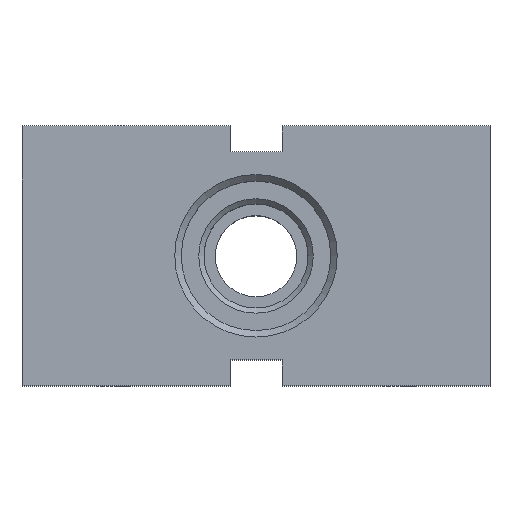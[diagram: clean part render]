
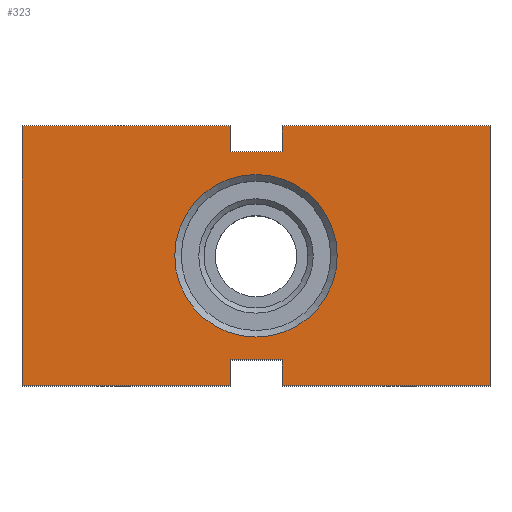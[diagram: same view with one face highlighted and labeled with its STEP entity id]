
A CAD part, top view. The second image highlights one B-rep face of the part: STEP entity #323.
In plain terms, the highlighted planar face has unit normal (0, 0, 1).
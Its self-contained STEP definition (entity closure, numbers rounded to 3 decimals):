
#323 = ADVANCED_FACE( '', ( #754, #755 ), #756, .T. );
#754 = FACE_BOUND( '', #1316, .T. );
#755 = FACE_OUTER_BOUND( '', #1317, .T. );
#756 = PLANE( '', #1318 );
#1316 = EDGE_LOOP( '', ( #2070 ) );
#1317 = EDGE_LOOP( '', ( #2071, #2072, #2073, #2074, #2075, #2076, #2077, #2078, #2079, #2080, #2081, #2082 ) );
#1318 = AXIS2_PLACEMENT_3D( '', #2083, #2084, #2085 );
#2070 = ORIENTED_EDGE( '', *, *, #3473, .T. );
#2071 = ORIENTED_EDGE( '', *, *, #3573, .F. );
#2072 = ORIENTED_EDGE( '', *, *, #3574, .F. );
#2073 = ORIENTED_EDGE( '', *, *, #3554, .F. );
#2074 = ORIENTED_EDGE( '', *, *, #3518, .T. );
#2075 = ORIENTED_EDGE( '', *, *, #3575, .T. );
#2076 = ORIENTED_EDGE( '', *, *, #3576, .T. );
#2077 = ORIENTED_EDGE( '', *, *, #3577, .F. );
#2078 = ORIENTED_EDGE( '', *, *, #3578, .F. );
#2079 = ORIENTED_EDGE( '', *, *, #3579, .F. );
#2080 = ORIENTED_EDGE( '', *, *, #3580, .T. );
#2081 = ORIENTED_EDGE( '', *, *, #3415, .T. );
#2082 = ORIENTED_EDGE( '', *, *, #3581, .T. );
#2083 = CARTESIAN_POINT( '', ( -36., -20., 40. ) );
#2084 = DIRECTION( '', ( 0., 0., 1. ) );
#2085 = DIRECTION( '', ( 1., 0., 0. ) );
#3415 = EDGE_CURVE( '', #4100, #4098, #4101, .T. );
#3473 = EDGE_CURVE( '', #4202, #4202, #4203, .F. );
#3518 = EDGE_CURVE( '', #4280, #4278, #4281, .T. );
#3554 = EDGE_CURVE( '', #4280, #4336, #4339, .T. );
#3573 = EDGE_CURVE( '', #4368, #4369, #4370, .T. );
#3574 = EDGE_CURVE( '', #4336, #4368, #4371, .T. );
#3575 = EDGE_CURVE( '', #4278, #4372, #4373, .T. );
#3576 = EDGE_CURVE( '', #4372, #4374, #4375, .T. );
#3577 = EDGE_CURVE( '', #4376, #4374, #4377, .T. );
#3578 = EDGE_CURVE( '', #4378, #4376, #4379, .T. );
#3579 = EDGE_CURVE( '', #4380, #4378, #4381, .T. );
#3580 = EDGE_CURVE( '', #4380, #4100, #4382, .T. );
#3581 = EDGE_CURVE( '', #4098, #4369, #4383, .T. );
#4098 = VERTEX_POINT( '', #5095 );
#4100 = VERTEX_POINT( '', #5098 );
#4101 = LINE( '', #5099, #5100 );
#4202 = VERTEX_POINT( '', #5242 );
#4203 = CIRCLE( '', #5243, 12.5 );
#4278 = VERTEX_POINT( '', #5348 );
#4280 = VERTEX_POINT( '', #5351 );
#4281 = LINE( '', #5352, #5353 );
#4336 = VERTEX_POINT( '', #5431 );
#4339 = LINE( '', #5436, #5437 );
#4368 = VERTEX_POINT( '', #5479 );
#4369 = VERTEX_POINT( '', #5480 );
#4370 = LINE( '', #5481, #5482 );
#4371 = LINE( '', #5483, #5484 );
#4372 = VERTEX_POINT( '', #5485 );
#4373 = LINE( '', #5486, #5487 );
#4374 = VERTEX_POINT( '', #5488 );
#4375 = LINE( '', #5489, #5490 );
#4376 = VERTEX_POINT( '', #5491 );
#4377 = LINE( '', #5492, #5493 );
#4378 = VERTEX_POINT( '', #5494 );
#4379 = LINE( '', #5495, #5496 );
#4380 = VERTEX_POINT( '', #5497 );
#4381 = LINE( '', #5498, #5499 );
#4382 = LINE( '', #5500, #5501 );
#4383 = LINE( '', #5502, #5503 );
#5095 = CARTESIAN_POINT( '', ( -36., -20., 40. ) );
#5098 = CARTESIAN_POINT( '', ( -36., 20., 40. ) );
#5099 = CARTESIAN_POINT( '', ( -36., 20., 40. ) );
#5100 = VECTOR( '', #6439, 1000. );
#5242 = CARTESIAN_POINT( '', ( 12.5, 0., 40. ) );
#5243 = AXIS2_PLACEMENT_3D( '', #6493, #6494, #6495 );
#5348 = CARTESIAN_POINT( '', ( 36., -20., 40. ) );
#5351 = CARTESIAN_POINT( '', ( 4., -20., 40. ) );
#5352 = CARTESIAN_POINT( '', ( -36., -20., 40. ) );
#5353 = VECTOR( '', #6536, 1000. );
#5431 = CARTESIAN_POINT( '', ( 4., -16., 40. ) );
#5436 = CARTESIAN_POINT( '', ( 4., -20., 40. ) );
#5437 = VECTOR( '', #6568, 1000. );
#5479 = CARTESIAN_POINT( '', ( -4., -16., 40. ) );
#5480 = CARTESIAN_POINT( '', ( -4., -20., 40. ) );
#5481 = CARTESIAN_POINT( '', ( -4., -16., 40. ) );
#5482 = VECTOR( '', #6582, 1000. );
#5483 = CARTESIAN_POINT( '', ( 4., -16., 40. ) );
#5484 = VECTOR( '', #6583, 1000. );
#5485 = CARTESIAN_POINT( '', ( 36., 20., 40. ) );
#5486 = CARTESIAN_POINT( '', ( 36., -20., 40. ) );
#5487 = VECTOR( '', #6584, 1000. );
#5488 = CARTESIAN_POINT( '', ( 4., 20., 40. ) );
#5489 = CARTESIAN_POINT( '', ( 36., 20., 40. ) );
#5490 = VECTOR( '', #6585, 1000. );
#5491 = CARTESIAN_POINT( '', ( 4., 16., 40. ) );
#5492 = CARTESIAN_POINT( '', ( 4., 16., 40. ) );
#5493 = VECTOR( '', #6586, 1000. );
#5494 = CARTESIAN_POINT( '', ( -4., 16., 40. ) );
#5495 = CARTESIAN_POINT( '', ( -4., 16., 40. ) );
#5496 = VECTOR( '', #6587, 1000. );
#5497 = CARTESIAN_POINT( '', ( -4., 20., 40. ) );
#5498 = CARTESIAN_POINT( '', ( -4., 20., 40. ) );
#5499 = VECTOR( '', #6588, 1000. );
#5500 = CARTESIAN_POINT( '', ( 36., 20., 40. ) );
#5501 = VECTOR( '', #6589, 1000. );
#5502 = CARTESIAN_POINT( '', ( -36., -20., 40. ) );
#5503 = VECTOR( '', #6590, 1000. );
#6439 = DIRECTION( '', ( 0., -1., 0. ) );
#6493 = CARTESIAN_POINT( '', ( 0., 0., 40. ) );
#6494 = DIRECTION( '', ( 0., 0., 1. ) );
#6495 = DIRECTION( '', ( 1., 0., 0. ) );
#6536 = DIRECTION( '', ( 1., 0., 0. ) );
#6568 = DIRECTION( '', ( 0., 1., 0. ) );
#6582 = DIRECTION( '', ( 0., -1., 0. ) );
#6583 = DIRECTION( '', ( -1., 0., 0. ) );
#6584 = DIRECTION( '', ( 0., 1., 0. ) );
#6585 = DIRECTION( '', ( -1., 0., 0. ) );
#6586 = DIRECTION( '', ( 0., 1., 0. ) );
#6587 = DIRECTION( '', ( 1., 0., 0. ) );
#6588 = DIRECTION( '', ( 0., -1., 0. ) );
#6589 = DIRECTION( '', ( -1., 0., 0. ) );
#6590 = DIRECTION( '', ( 1., 0., 0. ) );
